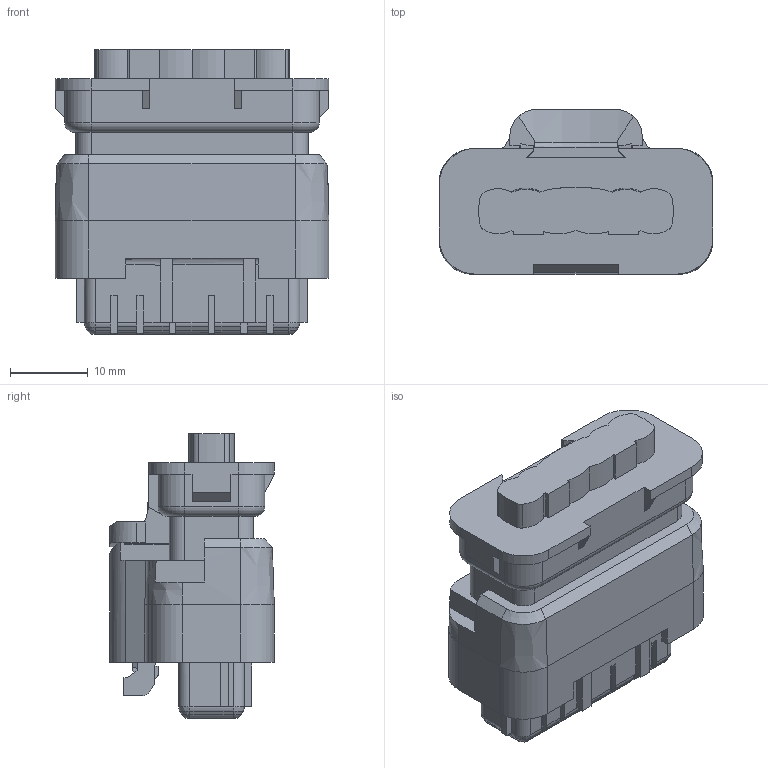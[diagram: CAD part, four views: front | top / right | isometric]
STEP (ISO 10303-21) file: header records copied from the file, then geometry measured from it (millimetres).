
FILE_DESCRIPTION(/* description */ (''),/* implementation_level */ '2;1');
FILE_NAME(/* name */ '13885362-ENV10_01-CONN.stp',/* time_stamp */ '2019-06-14T18:23:52+08:00',/* author */ (''),/* organization */ (''),/* preprocessor_version */ 'ST-DEVELOPER v16',/* originating_system */ 'SIEMENS PLM Software NX 11.0',/* authorisation */ '');
FILE_SCHEMA (('AP203_CONFIGURATION_CONTROLLED_3D_DESIGN_OF_MECHANICAL_PARTS_AND_ASSEMBLIES_MIM_LF { 1 0 10303 403 2 1 2}'));
Length unit declared in the file: millimetre
Products named in the file (1): 13885362-ENV10_01-CONN
Bounding box: 35.1 x 21.1 x 36.55 mm (x, y, z)
Volume: 13518 mm3; surface area: 8118.3 mm2
Topology: 1 solids, 1 shells, 586 faces, 1721 edges, 1117 vertices
Faces by surface type: plane 407, cylinder 122, bspline 28, cone 24, torus 5
Entity records: 21324 total; most frequent: CARTESIAN_POINT 5709, ORIENTED_EDGE 3434, DIRECTION 3057, EDGE_CURVE 1717, LINE 1239, VECTOR 1239, VERTEX_POINT 1117, AXIS2_PLACEMENT_3D 909
